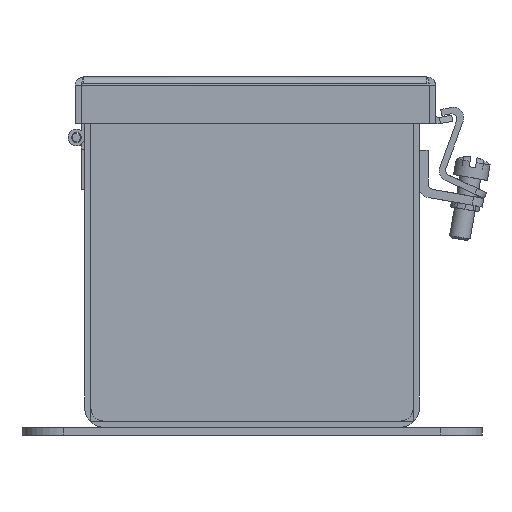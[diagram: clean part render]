
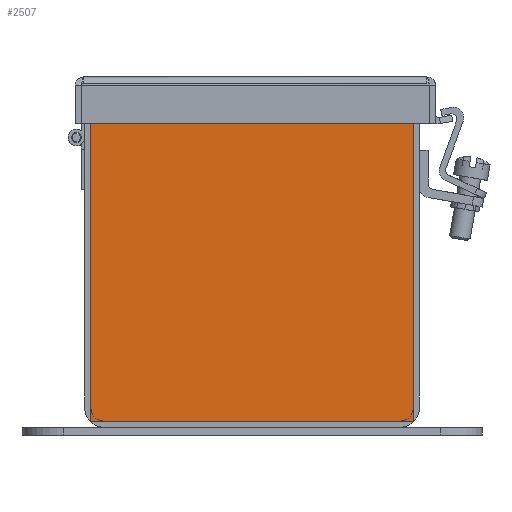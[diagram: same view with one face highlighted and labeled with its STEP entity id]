
A CAD part, left-side view. The second image highlights one B-rep face of the part: STEP entity #2507.
In plain terms, the highlighted planar face has unit normal (-1, 0, 0).
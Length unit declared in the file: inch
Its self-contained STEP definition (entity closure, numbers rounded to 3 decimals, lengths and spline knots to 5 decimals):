
#812 = EDGE_CURVE ( 'NONE', #36810, #42174, #18171, .T. ) ;
#2203 = LINE ( 'NONE', #29064, #36982 ) ;
#2507 = ADVANCED_FACE ( 'NONE', ( #4599 ), #9571, .F. ) ;
#2591 = LINE ( 'NONE', #16040, #22615 ) ;
#2773 = CARTESIAN_POINT ( 'NONE',  ( -1.70918, 2.18895, 1.79059 ) ) ;
#3359 = VERTEX_POINT ( 'NONE', #38975 ) ;
#4599 = FACE_OUTER_BOUND ( 'NONE', #31055, .T. ) ;
#5281 = ORIENTED_EDGE ( 'NONE', *, *, #18775, .F. ) ;
#5629 = CARTESIAN_POINT ( 'NONE',  ( -1.70918, 0.74875, -0.10396 ) ) ;
#5716 = EDGE_CURVE ( 'NONE', #17578, #3359, #10195, .T. ) ;
#5831 = LINE ( 'NONE', #15643, #33043 ) ;
#6260 = EDGE_CURVE ( 'NONE', #3359, #27187, #40637, .T. ) ;
#6544 = ORIENTED_EDGE ( 'NONE', *, *, #19998, .T. ) ;
#7372 = CARTESIAN_POINT ( 'NONE',  ( -1.70918, 0.74875, 1.82204 ) ) ;
#7383 = VECTOR ( 'NONE', #39578, 39.37008 ) ;
#7715 = AXIS2_PLACEMENT_3D ( 'NONE', #5629, #32683, #8924 ) ;
#8283 = ORIENTED_EDGE ( 'NONE', *, *, #27583, .F. ) ;
#8389 = ORIENTED_EDGE ( 'NONE', *, *, #5716, .F. ) ;
#8924 = DIRECTION ( 'NONE',  ( 0., 1., 0. ) ) ;
#9491 = ORIENTED_EDGE ( 'NONE', *, *, #10724, .F. ) ;
#9571 = PLANE ( 'NONE',  #7715 ) ;
#10118 = ORIENTED_EDGE ( 'NONE', *, *, #23020, .F. ) ;
#10195 = LINE ( 'NONE', #23580, #7383 ) ;
#10314 = DIRECTION ( 'NONE',  ( 0., 0., -1. ) ) ;
#10724 = EDGE_CURVE ( 'NONE', #31214, #32756, #25398, .T. ) ;
#11002 = CARTESIAN_POINT ( 'NONE',  ( -1.70918, 2.67475, -0.10396 ) ) ;
#11676 = CARTESIAN_POINT ( 'NONE',  ( -1.70918, -0.69145, 1.82204 ) ) ;
#12701 = EDGE_CURVE ( 'NONE', #29834, #21752, #22082, .T. ) ;
#13083 = DIRECTION ( 'NONE',  ( 0., -1., 0. ) ) ;
#13542 = CARTESIAN_POINT ( 'NONE',  ( -1.70918, -0.69145, 1.82204 ) ) ;
#14220 = LINE ( 'NONE', #26730, #36732 ) ;
#14670 = CARTESIAN_POINT ( 'NONE',  ( -1.70918, -1.17725, 1.82204 ) ) ;
#15643 = CARTESIAN_POINT ( 'NONE',  ( -1.70918, -1.17725, -0.10396 ) ) ;
#15835 = VECTOR ( 'NONE', #22424, 39.37008 ) ;
#16040 = CARTESIAN_POINT ( 'NONE',  ( -1.70918, -0.69145, 1.79059 ) ) ;
#16052 = VERTEX_POINT ( 'NONE', #30453 ) ;
#16348 = EDGE_CURVE ( 'NONE', #31214, #16052, #17672, .T. ) ;
#16367 = ORIENTED_EDGE ( 'NONE', *, *, #39425, .T. ) ;
#17578 = VERTEX_POINT ( 'NONE', #25558 ) ;
#17672 = LINE ( 'NONE', #23282, #34731 ) ;
#17910 = CARTESIAN_POINT ( 'NONE',  ( -1.70918, -0.69145, 1.79059 ) ) ;
#18127 = ORIENTED_EDGE ( 'NONE', *, *, #812, .T. ) ;
#18171 = LINE ( 'NONE', #11676, #20716 ) ;
#18775 = EDGE_CURVE ( 'NONE', #36580, #17578, #5831, .T. ) ;
#19496 = ORIENTED_EDGE ( 'NONE', *, *, #42599, .T. ) ;
#19998 = EDGE_CURVE ( 'NONE', #27014, #32756, #14220, .T. ) ;
#20385 = DIRECTION ( 'NONE',  ( 0., -1., 0. ) ) ;
#20716 = VECTOR ( 'NONE', #27685, 39.37008 ) ;
#21301 = ORIENTED_EDGE ( 'NONE', *, *, #6260, .F. ) ;
#21418 = DIRECTION ( 'NONE',  ( 0., -1., 0. ) ) ;
#21752 = VERTEX_POINT ( 'NONE', #30455 ) ;
#21842 = CARTESIAN_POINT ( 'NONE',  ( -1.70918, 0.74875, 1.82204 ) ) ;
#21908 = DIRECTION ( 'NONE',  ( 0., 0., -1. ) ) ;
#22082 = LINE ( 'NONE', #2773, #29593 ) ;
#22424 = DIRECTION ( 'NONE',  ( 0., 0., 1. ) ) ;
#22615 = VECTOR ( 'NONE', #35452, 39.37008 ) ;
#22713 = DIRECTION ( 'NONE',  ( 0., 0., 1. ) ) ;
#23020 = EDGE_CURVE ( 'NONE', #36810, #36580, #33323, .T. ) ;
#23282 = CARTESIAN_POINT ( 'NONE',  ( -1.70918, 2.18875, 1.82204 ) ) ;
#23580 = CARTESIAN_POINT ( 'NONE',  ( -1.70918, 0.74875, -2.02996 ) ) ;
#25398 = LINE ( 'NONE', #38987, #29325 ) ;
#25530 = CARTESIAN_POINT ( 'NONE',  ( -1.70918, 2.67475, 1.82204 ) ) ;
#25558 = CARTESIAN_POINT ( 'NONE',  ( -1.70918, -1.17725, -2.02996 ) ) ;
#26314 = ORIENTED_EDGE ( 'NONE', *, *, #16348, .T. ) ;
#26730 = CARTESIAN_POINT ( 'NONE',  ( -1.70918, -0.69125, 1.79059 ) ) ;
#27014 = VERTEX_POINT ( 'NONE', #40073 ) ;
#27187 = VERTEX_POINT ( 'NONE', #25530 ) ;
#27583 = EDGE_CURVE ( 'NONE', #27187, #21752, #28314, .T. ) ;
#27685 = DIRECTION ( 'NONE',  ( 0., 0., -1. ) ) ;
#28081 = VECTOR ( 'NONE', #20385, 39.37008 ) ;
#28155 = CARTESIAN_POINT ( 'NONE',  ( -1.70918, 2.18875, 1.79079 ) ) ;
#28314 = LINE ( 'NONE', #21842, #33293 ) ;
#28800 = CARTESIAN_POINT ( 'NONE',  ( -1.70918, 2.18895, 1.79059 ) ) ;
#29064 = CARTESIAN_POINT ( 'NONE',  ( -1.70918, 2.18875, 1.79059 ) ) ;
#29325 = VECTOR ( 'NONE', #13083, 39.37008 ) ;
#29593 = VECTOR ( 'NONE', #22713, 39.37008 ) ;
#29834 = VERTEX_POINT ( 'NONE', #28800 ) ;
#29971 = DIRECTION ( 'NONE',  ( 0., 0., 1. ) ) ;
#30453 = CARTESIAN_POINT ( 'NONE',  ( -1.70918, 2.18875, 1.79059 ) ) ;
#30455 = CARTESIAN_POINT ( 'NONE',  ( -1.70918, 2.18895, 1.82204 ) ) ;
#31055 = EDGE_LOOP ( 'NONE', ( #16367, #6544, #9491, #26314, #19496, #35124, #8283, #21301, #8389, #5281, #10118, #18127 ) ) ;
#31214 = VERTEX_POINT ( 'NONE', #28155 ) ;
#32683 = DIRECTION ( 'NONE',  ( 1., 0., 0. ) ) ;
#32756 = VERTEX_POINT ( 'NONE', #33168 ) ;
#33043 = VECTOR ( 'NONE', #21908, 39.37008 ) ;
#33168 = CARTESIAN_POINT ( 'NONE',  ( -1.70918, -0.69125, 1.79079 ) ) ;
#33293 = VECTOR ( 'NONE', #21418, 39.37008 ) ;
#33323 = LINE ( 'NONE', #7372, #28081 ) ;
#34731 = VECTOR ( 'NONE', #10314, 39.37008 ) ;
#35124 = ORIENTED_EDGE ( 'NONE', *, *, #12701, .T. ) ;
#35452 = DIRECTION ( 'NONE',  ( 0., 1., 0. ) ) ;
#36580 = VERTEX_POINT ( 'NONE', #14670 ) ;
#36732 = VECTOR ( 'NONE', #29971, 39.37008 ) ;
#36810 = VERTEX_POINT ( 'NONE', #13542 ) ;
#36982 = VECTOR ( 'NONE', #42249, 39.37008 ) ;
#38975 = CARTESIAN_POINT ( 'NONE',  ( -1.70918, 2.67475, -2.02996 ) ) ;
#38987 = CARTESIAN_POINT ( 'NONE',  ( -1.70918, 0.74875, 1.79079 ) ) ;
#39425 = EDGE_CURVE ( 'NONE', #42174, #27014, #2591, .T. ) ;
#39578 = DIRECTION ( 'NONE',  ( 0., 1., 0. ) ) ;
#40073 = CARTESIAN_POINT ( 'NONE',  ( -1.70918, -0.69125, 1.79059 ) ) ;
#40637 = LINE ( 'NONE', #11002, #15835 ) ;
#42174 = VERTEX_POINT ( 'NONE', #17910 ) ;
#42249 = DIRECTION ( 'NONE',  ( 0., 1., 0. ) ) ;
#42599 = EDGE_CURVE ( 'NONE', #16052, #29834, #2203, .T. ) ;
